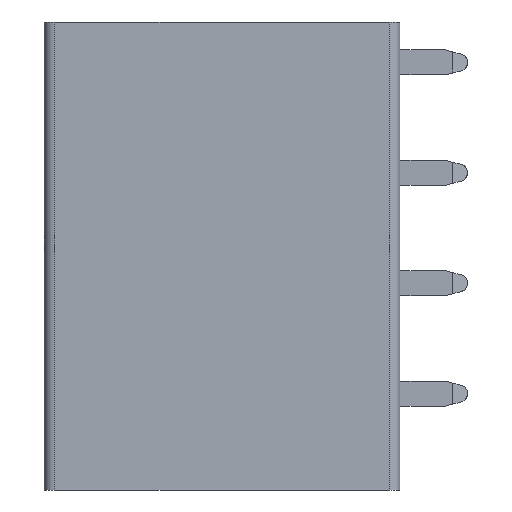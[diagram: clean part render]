
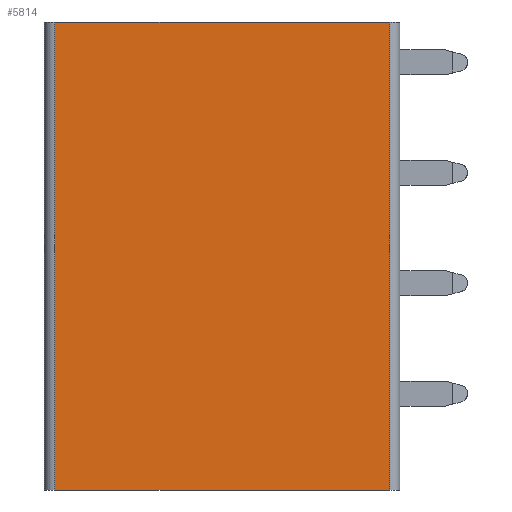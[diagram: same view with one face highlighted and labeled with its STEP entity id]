
A CAD part, front view. The second image highlights one B-rep face of the part: STEP entity #5814.
In plain terms, the highlighted planar face has unit normal (0, -1, 0).
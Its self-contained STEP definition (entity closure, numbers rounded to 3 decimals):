
#27=DIRECTION('',(1.,0.,0.));
#28=VECTOR('',#27,22.75);
#29=CARTESIAN_POINT('',(-11.375,-9.25,-3.75));
#30=LINE('',#29,#28);
#1281=DIRECTION('',(0.,0.,-1.));
#1282=VECTOR('',#1281,31.8);
#1283=CARTESIAN_POINT('',(11.375,-9.25,28.05));
#1284=LINE('',#1283,#1282);
#1285=DIRECTION('',(0.,0.,-1.));
#1286=VECTOR('',#1285,31.8);
#1287=CARTESIAN_POINT('',(-11.375,-9.25,28.05));
#1288=LINE('',#1287,#1286);
#1416=DIRECTION('',(1.,0.,0.));
#1417=VECTOR('',#1416,22.75);
#1418=CARTESIAN_POINT('',(-11.375,-9.25,28.05));
#1419=LINE('',#1418,#1417);
#3440=CARTESIAN_POINT('',(11.375,-9.25,-3.75));
#3442=VERTEX_POINT('',#3440);
#3443=CARTESIAN_POINT('',(11.375,-9.25,28.05));
#3444=VERTEX_POINT('',#3443);
#3447=CARTESIAN_POINT('',(-11.375,-9.25,-3.75));
#3449=VERTEX_POINT('',#3447);
#3453=CARTESIAN_POINT('',(-11.375,-9.25,28.05));
#3454=VERTEX_POINT('',#3453);
#5801=CARTESIAN_POINT('',(-12.075,-9.25,-3.75));
#5802=DIRECTION('',(0.,-1.,0.));
#5803=DIRECTION('',(1.,0.,0.));
#5804=AXIS2_PLACEMENT_3D('',#5801,#5802,#5803);
#5805=PLANE('',#5804);
#5806=ORIENTED_EDGE('',*,*,#5793,.T.);
#5807=ORIENTED_EDGE('',*,*,#4190,.F.);
#5809=ORIENTED_EDGE('',*,*,#5808,.F.);
#5811=ORIENTED_EDGE('',*,*,#5810,.T.);
#5812=EDGE_LOOP('',(#5806,#5807,#5809,#5811));
#5813=FACE_OUTER_BOUND('',#5812,.F.);
#4190=EDGE_CURVE('',#3449,#3442,#30,.T.);
#5793=EDGE_CURVE('',#3444,#3442,#1284,.T.);
#5808=EDGE_CURVE('',#3454,#3449,#1288,.T.);
#5810=EDGE_CURVE('',#3454,#3444,#1419,.T.);
#5814=ADVANCED_FACE('',(#5813),#5805,.T.);
